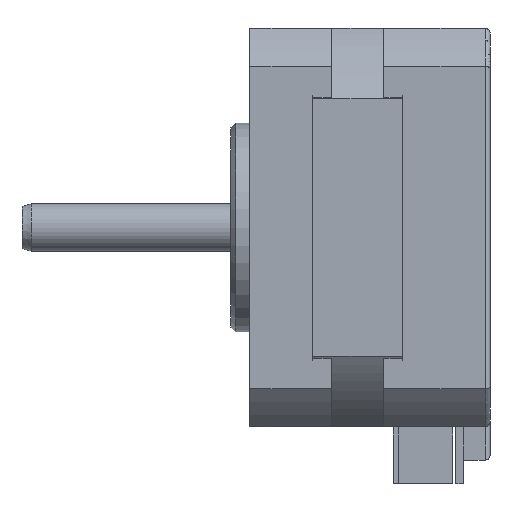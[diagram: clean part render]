
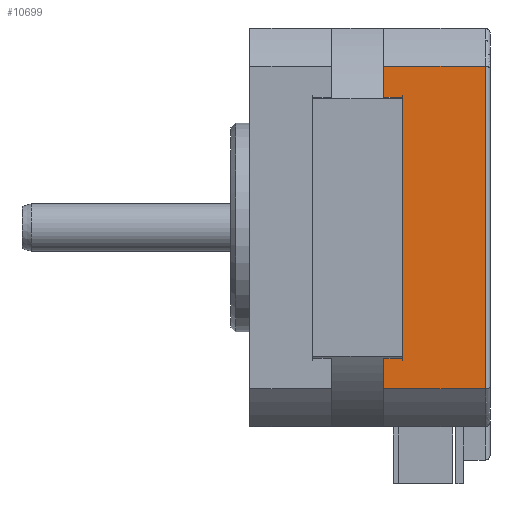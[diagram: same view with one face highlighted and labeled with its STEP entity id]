
A CAD part, left-side view. The second image highlights one B-rep face of the part: STEP entity #10699.
In plain terms, the highlighted planar face has unit normal (-1, 0, 0).
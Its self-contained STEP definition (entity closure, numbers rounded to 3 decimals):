
#38 = VECTOR ( 'NONE', #8519, 1000. ) ;
#534 = VERTEX_POINT ( 'NONE', #1350 ) ;
#535 = VERTEX_POINT ( 'NONE', #1351 ) ;
#536 = VERTEX_POINT ( 'NONE', #1352 ) ;
#537 = VERTEX_POINT ( 'NONE', #1353 ) ;
#538 = VERTEX_POINT ( 'NONE', #1354 ) ;
#539 = VERTEX_POINT ( 'NONE', #1355 ) ;
#926 = VERTEX_POINT ( 'NONE', #6749 ) ;
#927 = VERTEX_POINT ( 'NONE', #6750 ) ;
#1350 = CARTESIAN_POINT ( 'NONE',  ( -3.35, 0.5, 0.679 ) ) ;
#1351 = CARTESIAN_POINT ( 'NONE',  ( -3.35, 11.2, 0.679 ) ) ;
#1352 = CARTESIAN_POINT ( 'NONE',  ( -3.35, 0.5, 34.621 ) ) ;
#1353 = CARTESIAN_POINT ( 'NONE',  ( -3.35, 11.2, 34.621 ) ) ;
#1354 = CARTESIAN_POINT ( 'NONE',  ( -3.35, 11.2, 31.398 ) ) ;
#1355 = CARTESIAN_POINT ( 'NONE',  ( -3.35, 11.2, 3.902 ) ) ;
#1671 = FACE_OUTER_BOUND ( 'NONE', #8768, .T. ) ;
#1675 = AXIS2_PLACEMENT_3D ( 'NONE', #4974, #4975, #4976 ) ;
#1741 = ORIENTED_EDGE ( 'NONE', *, *, #12402, .T. ) ;
#1742 = ORIENTED_EDGE ( 'NONE', *, *, #12399, .F. ) ;
#1743 = ORIENTED_EDGE ( 'NONE', *, *, #12400, .T. ) ;
#1744 = ORIENTED_EDGE ( 'NONE', *, *, #12398, .F. ) ;
#1745 = ORIENTED_EDGE ( 'NONE', *, *, #12397, .T. ) ;
#1746 = ORIENTED_EDGE ( 'NONE', *, *, #11127, .T. ) ;
#1747 = ORIENTED_EDGE ( 'NONE', *, *, #12396, .F. ) ;
#1749 = ORIENTED_EDGE ( 'NONE', *, *, #12395, .F. ) ;
#3075 = LINE ( 'NONE', #3076, #12053 ) ;
#3076 = CARTESIAN_POINT ( 'NONE',  ( -3.35, 11.2, 0.679 ) ) ;
#3077 = DIRECTION ( 'NONE',  ( 0., 0., 1. ) ) ;
#3078 = LINE ( 'NONE', #3079, #12054 ) ;
#3079 = CARTESIAN_POINT ( 'NONE',  ( -3.35, 11.2, 3.902 ) ) ;
#3080 = DIRECTION ( 'NONE',  ( 0., -1., 0. ) ) ;
#3081 = LINE ( 'NONE', #3082, #12055 ) ;
#3082 = CARTESIAN_POINT ( 'NONE',  ( -3.35, 11.2, 31.398 ) ) ;
#3083 = DIRECTION ( 'NONE',  ( 0., -1., 0. ) ) ;
#3084 = LINE ( 'NONE', #3085, #12056 ) ;
#3085 = CARTESIAN_POINT ( 'NONE',  ( -3.35, 11.2, 31.398 ) ) ;
#3086 = DIRECTION ( 'NONE',  ( 0., 0., 1. ) ) ;
#3087 = LINE ( 'NONE', #3088, #12057 ) ;
#3088 = CARTESIAN_POINT ( 'NONE',  ( -3.35, 25.3, 34.621 ) ) ;
#3089 = DIRECTION ( 'NONE',  ( 0., -1., 0. ) ) ;
#3090 = LINE ( 'NONE', #3091, #12059 ) ;
#3091 = CARTESIAN_POINT ( 'NONE',  ( -3.35, 0.5, 0.679 ) ) ;
#3092 = DIRECTION ( 'NONE',  ( 0., 0., 1. ) ) ;
#3096 = LINE ( 'NONE', #3097, #12061 ) ;
#3097 = CARTESIAN_POINT ( 'NONE',  ( -3.35, 25.3, 0.679 ) ) ;
#3098 = DIRECTION ( 'NONE',  ( 0., -1., 0. ) ) ;
#4973 = PLANE ( 'NONE',  #1675 ) ;
#4974 = CARTESIAN_POINT ( 'NONE',  ( -3.35, 25.3, 0.679 ) ) ;
#4975 = DIRECTION ( 'NONE',  ( 1., 0., 0. ) ) ;
#4976 = DIRECTION ( 'NONE',  ( 0., 0., -1. ) ) ;
#6749 = CARTESIAN_POINT ( 'NONE',  ( -3.35, 9.2, 3.902 ) ) ;
#6750 = CARTESIAN_POINT ( 'NONE',  ( -3.35, 9.2, 31.398 ) ) ;
#8517 = LINE ( 'NONE', #8518, #38 ) ;
#8518 = CARTESIAN_POINT ( 'NONE',  ( -3.35, 9.2, 38.65 ) ) ;
#8519 = DIRECTION ( 'NONE',  ( 0., 0., -1. ) ) ;
#8768 = EDGE_LOOP ( 'NONE', ( #1741, #1743, #1742, #1744, #1745, #1746, #1747, #1749 ) ) ;
#10699 = ADVANCED_FACE ( 'NONE', ( #1671 ), #4973, .F. ) ;
#11127 = EDGE_CURVE ( 'NONE', #927, #926, #8517, .T. ) ;
#12053 = VECTOR ( 'NONE', #3077, 1000. ) ;
#12054 = VECTOR ( 'NONE', #3080, 1000. ) ;
#12055 = VECTOR ( 'NONE', #3083, 1000. ) ;
#12056 = VECTOR ( 'NONE', #3086, 1000. ) ;
#12057 = VECTOR ( 'NONE', #3089, 1000. ) ;
#12059 = VECTOR ( 'NONE', #3092, 1000. ) ;
#12061 = VECTOR ( 'NONE', #3098, 1000. ) ;
#12395 = EDGE_CURVE ( 'NONE', #535, #539, #3075, .T. ) ;
#12396 = EDGE_CURVE ( 'NONE', #539, #926, #3078, .T. ) ;
#12397 = EDGE_CURVE ( 'NONE', #538, #927, #3081, .T. ) ;
#12398 = EDGE_CURVE ( 'NONE', #538, #537, #3084, .T. ) ;
#12399 = EDGE_CURVE ( 'NONE', #537, #536, #3087, .T. ) ;
#12400 = EDGE_CURVE ( 'NONE', #534, #536, #3090, .T. ) ;
#12402 = EDGE_CURVE ( 'NONE', #535, #534, #3096, .T. ) ;
